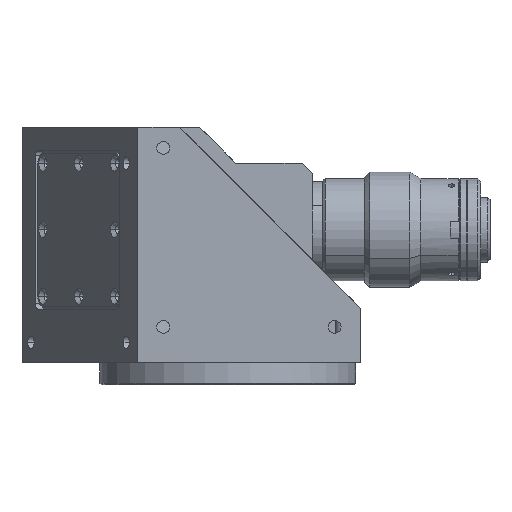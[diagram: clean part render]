
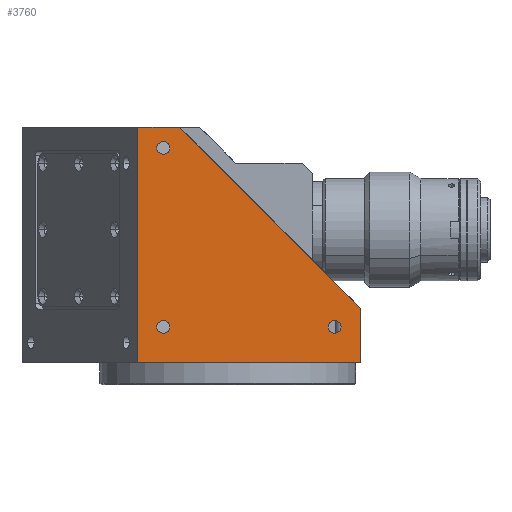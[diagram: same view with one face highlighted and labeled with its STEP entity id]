
A CAD part, front view. The second image highlights one B-rep face of the part: STEP entity #3760.
In plain terms, the highlighted planar face has unit normal (0, -1, 0).
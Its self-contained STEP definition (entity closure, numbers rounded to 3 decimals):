
#16 = EDGE_LOOP ( 'NONE', ( #2106, #6014 ) ) ;
#124 = ORIENTED_EDGE ( 'NONE', *, *, #11128, .F. ) ;
#389 = AXIS2_PLACEMENT_3D ( 'NONE', #9141, #9131, #9118 ) ;
#428 = AXIS2_PLACEMENT_3D ( 'NONE', #9389, #9384, #9368 ) ;
#664 = CARTESIAN_POINT ( 'NONE',  ( -35.185, -52., 190.192 ) ) ;
#961 = CARTESIAN_POINT ( 'NONE',  ( 41.815, -52., 201.692 ) ) ;
#1181 = VECTOR ( 'NONE', #8567, 1000. ) ;
#1317 = VERTEX_POINT ( 'NONE', #5342 ) ;
#1325 = CIRCLE ( 'NONE', #11920, 2.5 ) ;
#1358 = LINE ( 'NONE', #8516, #1181 ) ;
#1420 = DIRECTION ( 'NONE',  ( 0., 0., -1. ) ) ;
#1435 = DIRECTION ( 'NONE',  ( 0., -1., 0. ) ) ;
#1439 = CARTESIAN_POINT ( 'NONE',  ( -35.185, -52., 180.192 ) ) ;
#1558 = VECTOR ( 'NONE', #8681, 1000. ) ;
#1573 = PLANE ( 'NONE',  #10892 ) ;
#1632 = LINE ( 'NONE', #8796, #1558 ) ;
#1988 = VERTEX_POINT ( 'NONE', #2739 ) ;
#2106 = ORIENTED_EDGE ( 'NONE', *, *, #10878, .F. ) ;
#2221 = EDGE_LOOP ( 'NONE', ( #11655, #8040 ) ) ;
#2289 = VERTEX_POINT ( 'NONE', #11547 ) ;
#2462 = FACE_OUTER_BOUND ( 'NONE', #9170, .T. ) ;
#2571 = CIRCLE ( 'NONE', #389, 2.5 ) ;
#2671 = CIRCLE ( 'NONE', #428, 2.5 ) ;
#2739 = CARTESIAN_POINT ( 'NONE',  ( -25.185, -52., 271.692 ) ) ;
#3357 = FACE_BOUND ( 'NONE', #8494, .T. ) ;
#3487 = ORIENTED_EDGE ( 'NONE', *, *, #11168, .F. ) ;
#3760 = ADVANCED_FACE ( 'NONE', ( #10249, #15135, #3357, #2462 ), #1573, .T. ) ;
#5125 = VERTEX_POINT ( 'NONE', #12973 ) ;
#5342 = CARTESIAN_POINT ( 'NONE',  ( -35.185, -52., 282.192 ) ) ;
#5384 = AXIS2_PLACEMENT_3D ( 'NONE', #5812, #5795, #5780 ) ;
#5424 = ORIENTED_EDGE ( 'NONE', *, *, #11147, .F. ) ;
#5780 = DIRECTION ( 'NONE',  ( 0., 0., -1. ) ) ;
#5795 = DIRECTION ( 'NONE',  ( 0., -1., 0. ) ) ;
#5812 = CARTESIAN_POINT ( 'NONE',  ( 41.815, -52., 204.192 ) ) ;
#5990 = EDGE_CURVE ( 'NONE', #12810, #14982, #14357, .T. ) ;
#6014 = ORIENTED_EDGE ( 'NONE', *, *, #7796, .F. ) ;
#6344 = CARTESIAN_POINT ( 'NONE',  ( 52., -52., 190.192 ) ) ;
#6509 = DIRECTION ( 'NONE',  ( -0.707, 0., 0.707 ) ) ;
#6526 = ORIENTED_EDGE ( 'NONE', *, *, #10858, .T. ) ;
#6555 = CARTESIAN_POINT ( 'NONE',  ( -18.787, -52., 282.192 ) ) ;
#6831 = DIRECTION ( 'NONE',  ( 0., 0., -1. ) ) ;
#6835 = DIRECTION ( 'NONE',  ( 0., -1., 0. ) ) ;
#6852 = CARTESIAN_POINT ( 'NONE',  ( -25.185, -52., 204.192 ) ) ;
#6856 = DIRECTION ( 'NONE',  ( 1., 0., 0. ) ) ;
#6867 = CARTESIAN_POINT ( 'NONE',  ( -35.185, -52., 282.192 ) ) ;
#7033 = DIRECTION ( 'NONE',  ( 0., 0., 1. ) ) ;
#7102 = CARTESIAN_POINT ( 'NONE',  ( -35.185, -52., 180.192 ) ) ;
#7181 = VERTEX_POINT ( 'NONE', #14492 ) ;
#7796 = EDGE_CURVE ( 'NONE', #7181, #1988, #2671, .T. ) ;
#7851 = EDGE_CURVE ( 'NONE', #10118, #5125, #2571, .T. ) ;
#8040 = ORIENTED_EDGE ( 'NONE', *, *, #5990, .F. ) ;
#8330 = DIRECTION ( 'NONE',  ( 0., 0., -1. ) ) ;
#8373 = DIRECTION ( 'NONE',  ( 0., -1., 0. ) ) ;
#8377 = CARTESIAN_POINT ( 'NONE',  ( -25.185, -52., 274.192 ) ) ;
#8494 = EDGE_LOOP ( 'NONE', ( #5424, #14993 ) ) ;
#8516 = CARTESIAN_POINT ( 'NONE',  ( -35.185, -52., 190.192 ) ) ;
#8567 = DIRECTION ( 'NONE',  ( 1., 0., 0. ) ) ;
#8681 = DIRECTION ( 'NONE',  ( 0., 0., 1. ) ) ;
#8796 = CARTESIAN_POINT ( 'NONE',  ( 52., -52., 180.192 ) ) ;
#9032 = VERTEX_POINT ( 'NONE', #664 ) ;
#9118 = DIRECTION ( 'NONE',  ( 0., 0., -1. ) ) ;
#9131 = DIRECTION ( 'NONE',  ( 0., -1., 0. ) ) ;
#9141 = CARTESIAN_POINT ( 'NONE',  ( -25.185, -52., 204.192 ) ) ;
#9170 = EDGE_LOOP ( 'NONE', ( #10606, #11709, #3487, #124, #6526 ) ) ;
#9368 = DIRECTION ( 'NONE',  ( 0., 0., -1. ) ) ;
#9384 = DIRECTION ( 'NONE',  ( 0., -1., 0. ) ) ;
#9389 = CARTESIAN_POINT ( 'NONE',  ( -25.185, -52., 274.192 ) ) ;
#9390 = CIRCLE ( 'NONE', #13072, 2.5 ) ;
#10118 = VERTEX_POINT ( 'NONE', #13494 ) ;
#10202 = EDGE_CURVE ( 'NONE', #14982, #12810, #9390, .T. ) ;
#10249 = FACE_BOUND ( 'NONE', #16, .T. ) ;
#10606 = ORIENTED_EDGE ( 'NONE', *, *, #10814, .T. ) ;
#10814 = EDGE_CURVE ( 'NONE', #12394, #2289, #1632, .T. ) ;
#10858 = EDGE_CURVE ( 'NONE', #9032, #12394, #1358, .T. ) ;
#10878 = EDGE_CURVE ( 'NONE', #1988, #7181, #1325, .T. ) ;
#10892 = AXIS2_PLACEMENT_3D ( 'NONE', #1439, #1435, #1420 ) ;
#11128 = EDGE_CURVE ( 'NONE', #9032, #1317, #14991, .T. ) ;
#11147 = EDGE_CURVE ( 'NONE', #5125, #10118, #14843, .T. ) ;
#11168 = EDGE_CURVE ( 'NONE', #1317, #12975, #14659, .T. ) ;
#11233 = EDGE_CURVE ( 'NONE', #2289, #12975, #14468, .T. ) ;
#11547 = CARTESIAN_POINT ( 'NONE',  ( 52., -52., 211.405 ) ) ;
#11653 = AXIS2_PLACEMENT_3D ( 'NONE', #6852, #6835, #6831 ) ;
#11655 = ORIENTED_EDGE ( 'NONE', *, *, #10202, .F. ) ;
#11709 = ORIENTED_EDGE ( 'NONE', *, *, #11233, .T. ) ;
#11853 = CARTESIAN_POINT ( 'NONE',  ( -18.787, -52., 282.192 ) ) ;
#11920 = AXIS2_PLACEMENT_3D ( 'NONE', #8377, #8373, #8330 ) ;
#12394 = VERTEX_POINT ( 'NONE', #6344 ) ;
#12810 = VERTEX_POINT ( 'NONE', #13123 ) ;
#12868 = DIRECTION ( 'NONE',  ( 0., 0., -1. ) ) ;
#12907 = DIRECTION ( 'NONE',  ( 0., -1., 0. ) ) ;
#12909 = CARTESIAN_POINT ( 'NONE',  ( 41.815, -52., 204.192 ) ) ;
#12973 = CARTESIAN_POINT ( 'NONE',  ( -25.185, -52., 201.692 ) ) ;
#12975 = VERTEX_POINT ( 'NONE', #11853 ) ;
#13072 = AXIS2_PLACEMENT_3D ( 'NONE', #12909, #12907, #12868 ) ;
#13123 = CARTESIAN_POINT ( 'NONE',  ( 41.815, -52., 206.692 ) ) ;
#13494 = CARTESIAN_POINT ( 'NONE',  ( -25.185, -52., 206.692 ) ) ;
#14357 = CIRCLE ( 'NONE', #5384, 2.5 ) ;
#14468 = LINE ( 'NONE', #6555, #14720 ) ;
#14492 = CARTESIAN_POINT ( 'NONE',  ( -25.185, -52., 276.692 ) ) ;
#14627 = VECTOR ( 'NONE', #6856, 1000. ) ;
#14659 = LINE ( 'NONE', #6867, #14627 ) ;
#14720 = VECTOR ( 'NONE', #6509, 1000. ) ;
#14810 = VECTOR ( 'NONE', #7033, 1000. ) ;
#14843 = CIRCLE ( 'NONE', #11653, 2.5 ) ;
#14982 = VERTEX_POINT ( 'NONE', #961 ) ;
#14991 = LINE ( 'NONE', #7102, #14810 ) ;
#14993 = ORIENTED_EDGE ( 'NONE', *, *, #7851, .F. ) ;
#15135 = FACE_BOUND ( 'NONE', #2221, .T. ) ;
